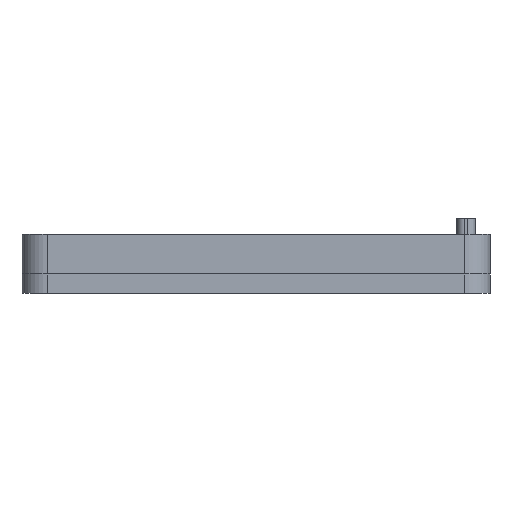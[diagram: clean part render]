
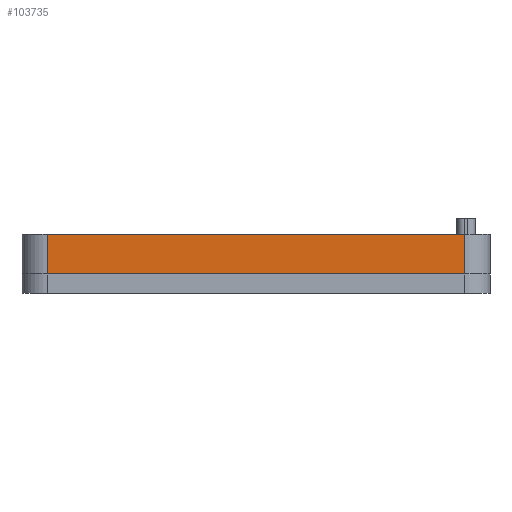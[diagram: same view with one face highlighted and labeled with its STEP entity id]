
A CAD part, front view. The second image highlights one B-rep face of the part: STEP entity #103735.
In plain terms, the highlighted planar face has unit normal (0, -1, 0).
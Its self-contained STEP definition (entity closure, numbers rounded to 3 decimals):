
#5476=PLANE('',#112169);
#10776=FACE_OUTER_BOUND('',#16440,.T.);
#16440=EDGE_LOOP('',(#92408,#92409,#92410,#92411));
#27681=LINE('',#171209,#38992);
#27729=LINE('',#171326,#39040);
#27730=LINE('',#171329,#39041);
#27731=LINE('',#171330,#39042);
#38992=VECTOR('',#139327,10.);
#39040=VECTOR('',#139459,10.);
#39041=VECTOR('',#139462,10.);
#39042=VECTOR('',#139463,10.);
#50471=VERTEX_POINT('',#171206);
#50472=VERTEX_POINT('',#171208);
#50499=VERTEX_POINT('',#171324);
#50500=VERTEX_POINT('',#171328);
#64434=EDGE_CURVE('',#50471,#50472,#27681,.T.);
#64492=EDGE_CURVE('',#50471,#50499,#27729,.T.);
#64493=EDGE_CURVE('',#50500,#50499,#27730,.T.);
#64494=EDGE_CURVE('',#50472,#50500,#27731,.T.);
#92408=ORIENTED_EDGE('',*,*,#64492,.T.);
#92409=ORIENTED_EDGE('',*,*,#64493,.F.);
#92410=ORIENTED_EDGE('',*,*,#64494,.F.);
#92411=ORIENTED_EDGE('',*,*,#64434,.F.);
#103735=ADVANCED_FACE('',(#10776),#5476,.T.);
#112169=AXIS2_PLACEMENT_3D('',#171327,#139460,#139461);
#139327=DIRECTION('',(-1.,0.,0.));
#139459=DIRECTION('',(0.,0.,1.));
#139460=DIRECTION('center_axis',(0.,-1.,0.));
#139461=DIRECTION('ref_axis',(1.,0.,0.));
#139462=DIRECTION('',(1.,0.,0.));
#139463=DIRECTION('',(0.,0.,1.));
#171206=CARTESIAN_POINT('',(106.5,-56.4,0.79));
#171208=CARTESIAN_POINT('',(34.3,-56.4,0.79));
#171209=CARTESIAN_POINT('',(34.3,-56.4,0.79));
#171324=CARTESIAN_POINT('',(106.5,-56.4,7.64));
#171326=CARTESIAN_POINT('',(106.5,-56.4,6.84));
#171327=CARTESIAN_POINT('Origin',(34.3,-56.4,6.84));
#171328=CARTESIAN_POINT('',(34.3,-56.4,7.64));
#171329=CARTESIAN_POINT('',(52.35,-56.4,7.64));
#171330=CARTESIAN_POINT('',(34.3,-56.4,6.84));
